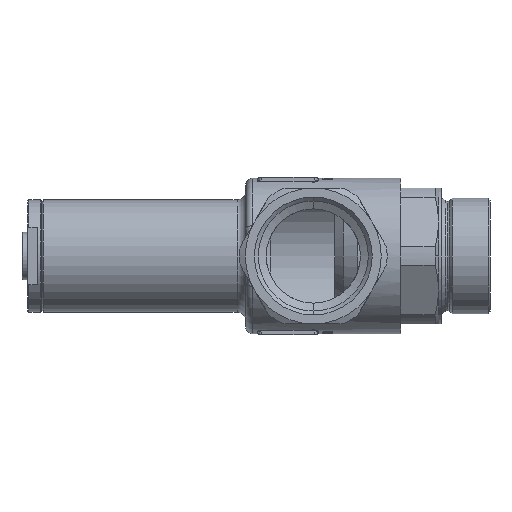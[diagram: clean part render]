
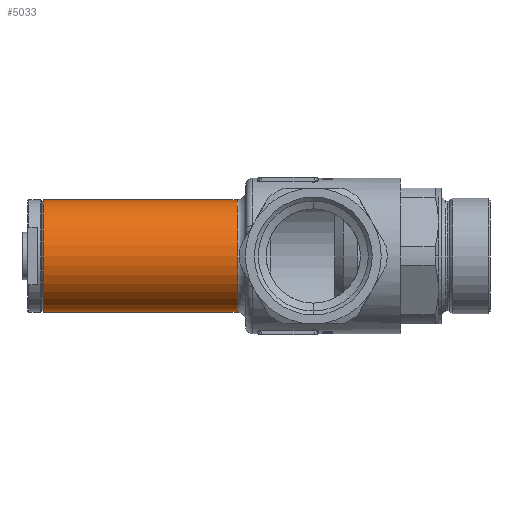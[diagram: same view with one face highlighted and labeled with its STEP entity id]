
A CAD part, left-side view. The second image highlights one B-rep face of the part: STEP entity #5033.
In plain terms, the highlighted cylindrical face has radius 29 mm (diameter 58 mm), a partial arc.
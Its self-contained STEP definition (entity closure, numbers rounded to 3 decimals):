
#65 = CARTESIAN_POINT ( 'NONE',  ( 0., 205.962, -29. ) ) ;
#337 = AXIS2_PLACEMENT_3D ( 'NONE', #19271, #7781, #17036 ) ;
#708 = CARTESIAN_POINT ( 'NONE',  ( 0., 306.683, 29. ) ) ;
#1115 = CARTESIAN_POINT ( 'NONE',  ( 0., 306.683, -29. ) ) ;
#1913 = EDGE_CURVE ( 'NONE', #13631, #22761, #12265, .T. ) ;
#2763 = EDGE_CURVE ( 'NONE', #22761, #29836, #4929, .T. ) ;
#4929 = LINE ( 'NONE', #1115, #16480 ) ;
#5033 = ADVANCED_FACE ( 'NONE', ( #26718 ), #29986, .T. ) ;
#5071 = DIRECTION ( 'NONE',  ( 0., 1., 0. ) ) ;
#7781 = DIRECTION ( 'NONE',  ( 0., -1., 0. ) ) ;
#8423 = ORIENTED_EDGE ( 'NONE', *, *, #27338, .F. ) ;
#12265 = CIRCLE ( 'NONE', #29529, 29. ) ;
#12389 = VERTEX_POINT ( 'NONE', #16294 ) ;
#13063 = DIRECTION ( 'NONE',  ( 0., -1., 0. ) ) ;
#13631 = VERTEX_POINT ( 'NONE', #16400 ) ;
#14266 = CARTESIAN_POINT ( 'NONE',  ( 0., 305.683, -29. ) ) ;
#14767 = DIRECTION ( 'NONE',  ( 0., -1., 0. ) ) ;
#16294 = CARTESIAN_POINT ( 'NONE',  ( 0., 205.962, 29. ) ) ;
#16398 = EDGE_LOOP ( 'NONE', ( #8423, #21790, #25219, #17940 ) ) ;
#16400 = CARTESIAN_POINT ( 'NONE',  ( 0., 305.683, 29. ) ) ;
#16480 = VECTOR ( 'NONE', #14767, 1000. ) ;
#16876 = DIRECTION ( 'NONE',  ( 0., -1., 0. ) ) ;
#17036 = DIRECTION ( 'NONE',  ( 0., 0., -1. ) ) ;
#17500 = VECTOR ( 'NONE', #16876, 1000. ) ;
#17940 = ORIENTED_EDGE ( 'NONE', *, *, #20448, .T. ) ;
#18893 = CARTESIAN_POINT ( 'NONE',  ( 0., 205.962, 0. ) ) ;
#19271 = CARTESIAN_POINT ( 'NONE',  ( 0., 306.683, 0. ) ) ;
#20448 = EDGE_CURVE ( 'NONE', #29836, #12389, #27897, .T. ) ;
#21250 = DIRECTION ( 'NONE',  ( 0., 0., -1. ) ) ;
#21790 = ORIENTED_EDGE ( 'NONE', *, *, #1913, .T. ) ;
#22761 = VERTEX_POINT ( 'NONE', #14266 ) ;
#23005 = AXIS2_PLACEMENT_3D ( 'NONE', #18893, #5071, #21250 ) ;
#25219 = ORIENTED_EDGE ( 'NONE', *, *, #2763, .T. ) ;
#26718 = FACE_OUTER_BOUND ( 'NONE', #16398, .T. ) ;
#26931 = CARTESIAN_POINT ( 'NONE',  ( 0., 305.683, 0. ) ) ;
#27338 = EDGE_CURVE ( 'NONE', #13631, #12389, #29863, .T. ) ;
#27897 = CIRCLE ( 'NONE', #23005, 29. ) ;
#29287 = DIRECTION ( 'NONE',  ( 0., 0., 1. ) ) ;
#29529 = AXIS2_PLACEMENT_3D ( 'NONE', #26931, #13063, #29287 ) ;
#29836 = VERTEX_POINT ( 'NONE', #65 ) ;
#29863 = LINE ( 'NONE', #708, #17500 ) ;
#29986 = CYLINDRICAL_SURFACE ( 'NONE', #337, 29. ) ;
